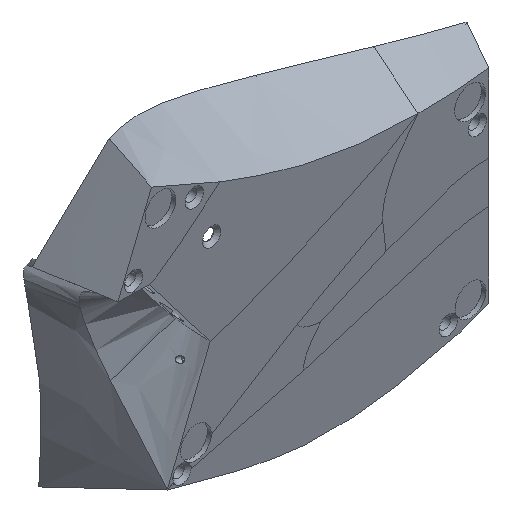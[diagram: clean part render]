
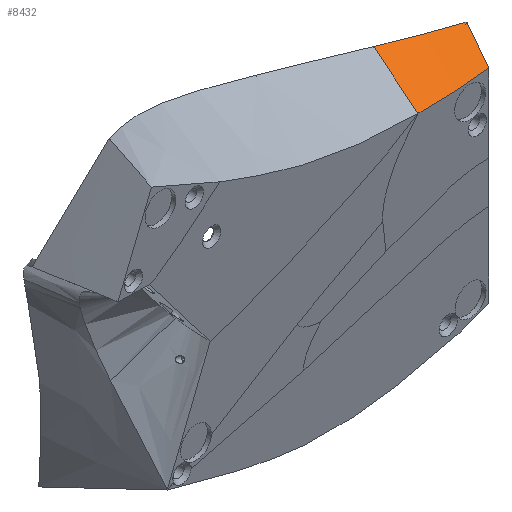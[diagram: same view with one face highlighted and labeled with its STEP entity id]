
A CAD part, isometric view. The second image highlights one B-rep face of the part: STEP entity #8432.
In plain terms, the highlighted free-form (B-spline) face has degree [3, 3] with [7, 7] control points.
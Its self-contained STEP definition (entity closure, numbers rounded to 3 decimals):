
#737=B_SPLINE_CURVE_WITH_KNOTS('',3,(#27754,#27755,#27756,#27757,#27758),
 .UNSPECIFIED.,.F.,.F.,(4,1,4),(-0.349,-0.174,0.),
 .UNSPECIFIED.);
#744=B_SPLINE_CURVE_WITH_KNOTS('',3,(#28044,#28045,#28046,#28047),
 .UNSPECIFIED.,.F.,.F.,(4,4),(-0.223,0.),.UNSPECIFIED.);
#753=B_SPLINE_CURVE_WITH_KNOTS('',3,(#28528,#28529,#28530,#28531,#28532,
#28533,#28534),.UNSPECIFIED.,.F.,.F.,(4,1,1,1,4),(0.,0.111,
0.167,0.195,0.223),.UNSPECIFIED.);
#762=B_SPLINE_CURVE_WITH_KNOTS('',3,(#29102,#29103,#29104,#29105,#29106,
#29107,#29108,#29109,#29110),.UNSPECIFIED.,.F.,.F.,(4,2,2,1,4),(0.,0.044,
0.087,0.174,0.349),.UNSPECIFIED.);
#1137=B_SPLINE_SURFACE_WITH_KNOTS('',3,3,((#29053,#29054,#29055,#29056,
#29057,#29058,#29059),(#29060,#29061,#29062,#29063,#29064,#29065,#29066),
(#29067,#29068,#29069,#29070,#29071,#29072,#29073),(#29074,#29075,#29076,
#29077,#29078,#29079,#29080),(#29081,#29082,#29083,#29084,#29085,#29086,
#29087),(#29088,#29089,#29090,#29091,#29092,#29093,#29094),(#29095,#29096,
#29097,#29098,#29099,#29100,#29101)),.UNSPECIFIED.,.F.,.F.,.F.,(4,1,1,1,
4),(4,1,1,1,4),(0.,0.028,0.056,0.111,
0.223),(0.,0.044,0.087,0.174,
0.349),.UNSPECIFIED.);
#1776=FACE_OUTER_BOUND('',#2313,.T.);
#2313=EDGE_LOOP('',(#7815,#7816,#7817,#7818));
#4055=VERTEX_POINT('',#26201);
#4105=VERTEX_POINT('',#27751);
#4106=VERTEX_POINT('',#27753);
#4110=VERTEX_POINT('',#28043);
#5341=EDGE_CURVE('',#4105,#4106,#737,.T.);
#5350=EDGE_CURVE('',#4110,#4106,#744,.T.);
#5359=EDGE_CURVE('',#4105,#4055,#753,.T.);
#5369=EDGE_CURVE('',#4055,#4110,#762,.T.);
#7815=ORIENTED_EDGE('',*,*,#5359,.T.);
#7816=ORIENTED_EDGE('',*,*,#5369,.T.);
#7817=ORIENTED_EDGE('',*,*,#5350,.T.);
#7818=ORIENTED_EDGE('',*,*,#5341,.F.);
#8432=ADVANCED_FACE('',(#1776),#1137,.F.);
#26201=CARTESIAN_POINT('',(99.133,0.,19.237));
#27751=CARTESIAN_POINT('',(103.061,19.685,28.1));
#27753=CARTESIAN_POINT('',(129.108,12.483,26.266));
#27754=CARTESIAN_POINT('Ctrl Pts',(103.061,19.685,28.1));
#27755=CARTESIAN_POINT('Ctrl Pts',(110.4,17.979,27.183));
#27756=CARTESIAN_POINT('Ctrl Pts',(120.581,15.326,26.266));
#27757=CARTESIAN_POINT('Ctrl Pts',(126.266,13.431,26.266));
#27758=CARTESIAN_POINT('Ctrl Pts',(129.108,12.483,26.266));
#28043=CARTESIAN_POINT('',(124.288,0.,20.712));
#28044=CARTESIAN_POINT('Ctrl Pts',(124.288,0.,20.712));
#28045=CARTESIAN_POINT('Ctrl Pts',(125.895,4.161,22.564));
#28046=CARTESIAN_POINT('Ctrl Pts',(127.502,8.322,24.415));
#28047=CARTESIAN_POINT('Ctrl Pts',(129.108,12.483,26.266));
#28528=CARTESIAN_POINT('Ctrl Pts',(103.061,19.685,28.1));
#28529=CARTESIAN_POINT('Ctrl Pts',(102.406,16.404,26.623));
#28530=CARTESIAN_POINT('Ctrl Pts',(101.424,11.483,24.407));
#28531=CARTESIAN_POINT('Ctrl Pts',(100.279,5.741,21.822));
#28532=CARTESIAN_POINT('Ctrl Pts',(99.624,2.461,20.345));
#28533=CARTESIAN_POINT('Ctrl Pts',(99.297,0.82,19.606));
#28534=CARTESIAN_POINT('Ctrl Pts',(99.133,0.,19.237));
#29053=CARTESIAN_POINT('Ctrl Pts',(99.133,0.,19.237));
#29054=CARTESIAN_POINT('Ctrl Pts',(100.841,0.,19.232));
#29055=CARTESIAN_POINT('Ctrl Pts',(104.009,0.,19.247));
#29056=CARTESIAN_POINT('Ctrl Pts',(109.479,0.,19.364));
#29057=CARTESIAN_POINT('Ctrl Pts',(117.105,0.,19.765));
#29058=CARTESIAN_POINT('Ctrl Pts',(121.415,0.,20.333));
#29059=CARTESIAN_POINT('Ctrl Pts',(124.288,0.,20.712));
#29060=CARTESIAN_POINT('Ctrl Pts',(99.297,0.82,19.606));
#29061=CARTESIAN_POINT('Ctrl Pts',(101.01,0.802,19.592));
#29062=CARTESIAN_POINT('Ctrl Pts',(104.187,0.769,19.589));
#29063=CARTESIAN_POINT('Ctrl Pts',(109.671,0.709,19.676));
#29064=CARTESIAN_POINT('Ctrl Pts',(117.309,0.619,20.036));
#29065=CARTESIAN_POINT('Ctrl Pts',(121.617,0.56,20.581));
#29066=CARTESIAN_POINT('Ctrl Pts',(124.489,0.52,20.944));
#29067=CARTESIAN_POINT('Ctrl Pts',(99.624,2.461,20.345));
#29068=CARTESIAN_POINT('Ctrl Pts',(101.348,2.407,20.312));
#29069=CARTESIAN_POINT('Ctrl Pts',(104.543,2.307,20.274));
#29070=CARTESIAN_POINT('Ctrl Pts',(110.054,2.126,20.302));
#29071=CARTESIAN_POINT('Ctrl Pts',(117.717,1.856,20.578));
#29072=CARTESIAN_POINT('Ctrl Pts',(122.021,1.679,21.075));
#29073=CARTESIAN_POINT('Ctrl Pts',(124.891,1.56,21.407));
#29074=CARTESIAN_POINT('Ctrl Pts',(100.279,5.741,21.822));
#29075=CARTESIAN_POINT('Ctrl Pts',(102.023,5.617,21.751));
#29076=CARTESIAN_POINT('Ctrl Pts',(105.256,5.382,21.645));
#29077=CARTESIAN_POINT('Ctrl Pts',(110.82,4.961,21.552));
#29078=CARTESIAN_POINT('Ctrl Pts',(118.533,4.332,21.661));
#29079=CARTESIAN_POINT('Ctrl Pts',(122.83,3.917,22.064));
#29080=CARTESIAN_POINT('Ctrl Pts',(125.694,3.641,22.332));
#29081=CARTESIAN_POINT('Ctrl Pts',(101.424,11.483,24.407));
#29082=CARTESIAN_POINT('Ctrl Pts',(103.206,11.234,24.271));
#29083=CARTESIAN_POINT('Ctrl Pts',(106.503,10.764,24.043));
#29084=CARTESIAN_POINT('Ctrl Pts',(112.161,9.921,23.741));
#29085=CARTESIAN_POINT('Ctrl Pts',(119.962,8.664,23.557));
#29086=CARTESIAN_POINT('Ctrl Pts',(124.245,7.835,23.794));
#29087=CARTESIAN_POINT('Ctrl Pts',(127.1,7.282,23.952));
#29088=CARTESIAN_POINT('Ctrl Pts',(102.406,16.404,26.623));
#29089=CARTESIAN_POINT('Ctrl Pts',(104.22,16.049,26.431));
#29090=CARTESIAN_POINT('Ctrl Pts',(107.572,15.377,26.099));
#29091=CARTESIAN_POINT('Ctrl Pts',(113.311,14.173,25.617));
#29092=CARTESIAN_POINT('Ctrl Pts',(121.186,12.376,25.183));
#29093=CARTESIAN_POINT('Ctrl Pts',(125.458,11.192,25.277));
#29094=CARTESIAN_POINT('Ctrl Pts',(128.305,10.403,25.34));
#29095=CARTESIAN_POINT('Ctrl Pts',(103.061,19.685,28.1));
#29096=CARTESIAN_POINT('Ctrl Pts',(104.896,19.259,27.871));
#29097=CARTESIAN_POINT('Ctrl Pts',(108.284,18.453,27.47));
#29098=CARTESIAN_POINT('Ctrl Pts',(114.077,17.008,26.868));
#29099=CARTESIAN_POINT('Ctrl Pts',(122.003,14.852,26.266));
#29100=CARTESIAN_POINT('Ctrl Pts',(126.266,13.431,26.266));
#29101=CARTESIAN_POINT('Ctrl Pts',(129.108,12.483,26.266));
#29102=CARTESIAN_POINT('Ctrl Pts',(99.133,0.,19.237));
#29103=CARTESIAN_POINT('Ctrl Pts',(100.841,0.,19.232));
#29104=CARTESIAN_POINT('Ctrl Pts',(102.425,0.,19.239));
#29105=CARTESIAN_POINT('Ctrl Pts',(105.376,0.,19.276));
#29106=CARTESIAN_POINT('Ctrl Pts',(106.744,0.,19.305));
#29107=CARTESIAN_POINT('Ctrl Pts',(110.568,0.,19.421));
#29108=CARTESIAN_POINT('Ctrl Pts',(117.105,0.,19.765));
#29109=CARTESIAN_POINT('Ctrl Pts',(121.415,0.,20.333));
#29110=CARTESIAN_POINT('Ctrl Pts',(124.288,0.,20.712));
